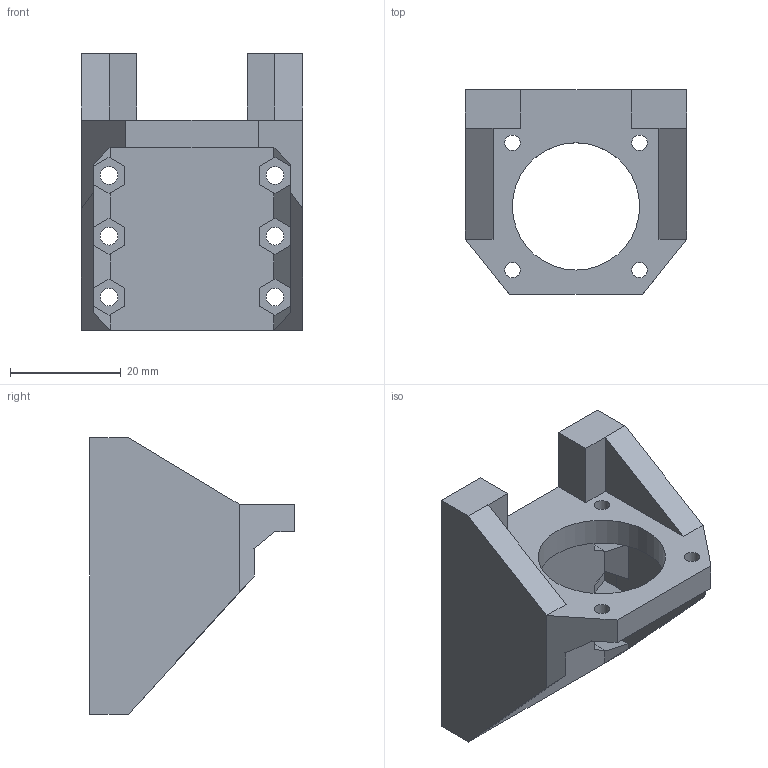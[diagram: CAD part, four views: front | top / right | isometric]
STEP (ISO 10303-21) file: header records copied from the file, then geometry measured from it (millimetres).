
FILE_DESCRIPTION(/* description */ ('STEP AP242','CAx-IF Rec.Pracs.---Representation and Presentation of Product Manufacturing Information (PMI)---4.0---2014-10-13','CAx-IF Rec.Pracs.---3D Tessellated Geometry---0.4---2014-09-14','2;1'),/* implementation_level */ '2;1');
FILE_NAME(/* name */ '651484eb0a6a954e2c2bd31d',/* time_stamp */ '2023-09-27T19:39:24Z',/* author */ (''),/* organization */ (''),/* preprocessor_version */ 'ST-DEVELOPER v19.4',/* originating_system */ ' ',/* authorisation */ ' ');
FILE_SCHEMA (('AP242_MANAGED_MODEL_BASED_3D_ENGINEERING_MIM_LF { 1 0 10303 442 1 1 4 }'));
Length unit declared in the file: metre
Products named in the file (1): Part 1
Bounding box: 40 x 37 x 50 mm (x, y, z)
Volume: 18572.8 mm3; surface area: 9671.8 mm2
Topology: 1 solids, 1 shells, 93 faces, 270 edges, 179 vertices
Faces by surface type: plane 82, cylinder 11
Full cylindrical faces by diameter (mm): 2.8 x4, 3.2 x6, 23 x1
Entity records: 2988 total; most frequent: CARTESIAN_POINT 522, ORIENTED_EDGE 508, DIRECTION 464, EDGE_CURVE 254, LINE 232, VECTOR 232, VERTEX_POINT 174, EDGE_LOOP 126
